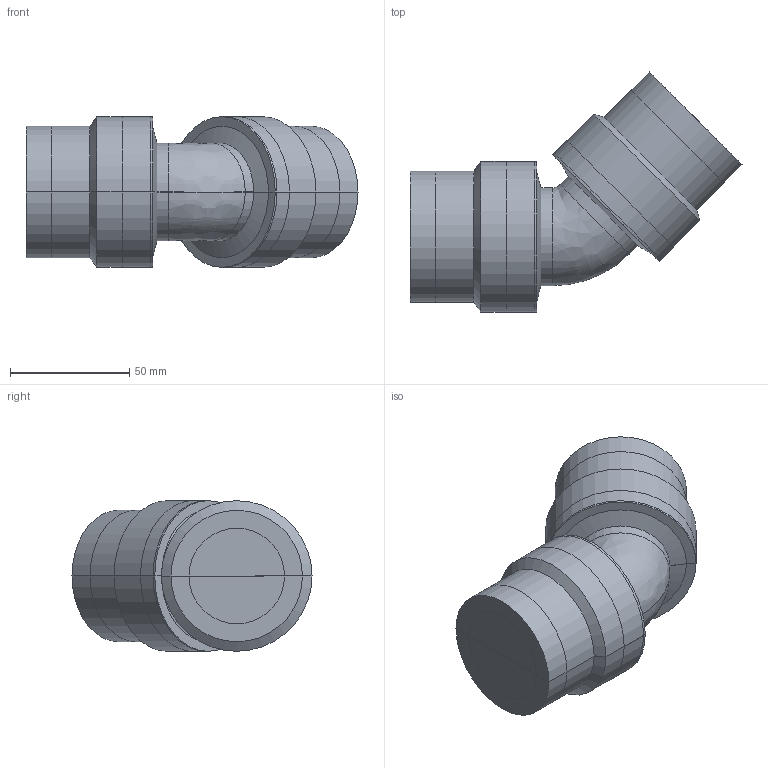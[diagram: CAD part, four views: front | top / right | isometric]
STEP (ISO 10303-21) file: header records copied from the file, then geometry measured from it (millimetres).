
FILE_DESCRIPTION(/* description */ (''),/* implementation_level */ '2;1');
FILE_NAME(/* name */ 'Plumbing_Joints_Aignep_135-Connector-90140-3DView-Preview',/* time_stamp */ '2025-08-20T22:01:36+03:00',/* author */ (''),/* organization */ (''),/* preprocessor_version */ 'ST-DEVELOPER v20',/* originating_system */ '',/* authorisation */ '');
FILE_SCHEMA (('AP242_MANAGED_MODEL_BASED_3D_ENGINEERING_MIM_LF { 1 0 10303 442 1 1 4 }'));
Length unit declared in the file: millimetre
Products named in the file (8): TopLevelAssembly; Joined Solid Geometry; Sweep; Joined Solid Geometry_1; Model Lines; Model Lines_1; Model Lines_2; Revolve
Assembly tree (7 placements, depth 2):
  TopLevelAssembly
    Joined Solid Geometry
    Sweep
    Joined Solid Geometry_1
    Model Lines
    Model Lines_1
    Model Lines_2
    Revolve
Bounding box: 138.94 x 100.44 x 63 mm (x, y, z)
Volume: 630709.1 mm3; surface area: 70858.1 mm2
Topology: 5 solids, 5 shells, 85 faces, 156 edges, 84 vertices
Faces by surface type: cylinder 32, bspline 28, plane 25
Entity records: 2452 total; most frequent: CARTESIAN_POINT 612, DIRECTION 383, ORIENTED_EDGE 306, AXIS2_PLACEMENT_3D 155, EDGE_CURVE 153, FACE_OUTER_BOUND 85, EDGE_LOOP 85, STYLED_ITEM 85
